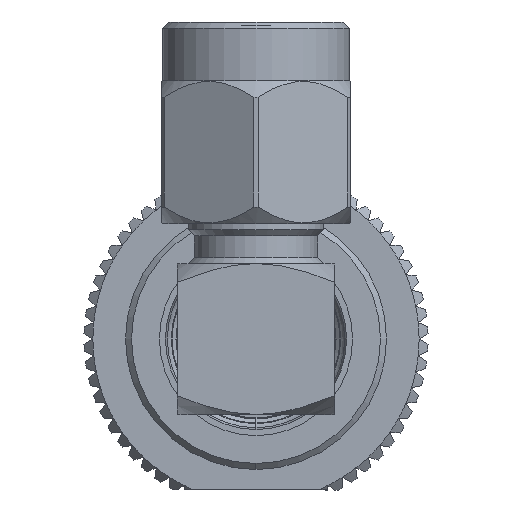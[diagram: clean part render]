
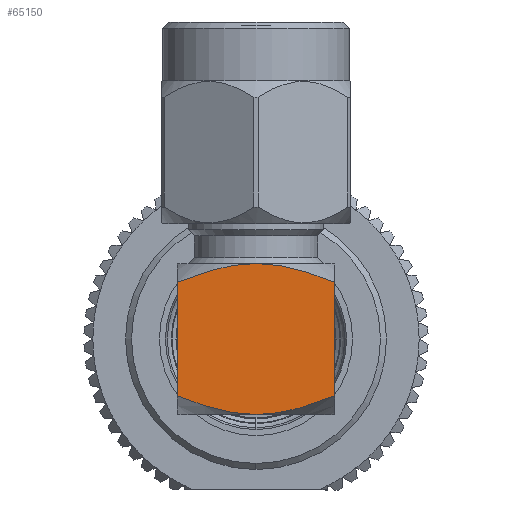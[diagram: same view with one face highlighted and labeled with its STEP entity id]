
A CAD part, left-side view. The second image highlights one B-rep face of the part: STEP entity #65150.
In plain terms, the highlighted planar face has unit normal (-1, 0, 0).
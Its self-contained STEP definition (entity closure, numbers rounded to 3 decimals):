
#23 = CARTESIAN_POINT ( 'NONE',  ( -3.302, -3.175, 3.302 ) ) ;
#1571 = CARTESIAN_POINT ( 'NONE',  ( -3.302, -3.013, -1.413 ) ) ;
#2597 = CARTESIAN_POINT ( 'NONE',  ( -3.302, 3.175, -0.284 ) ) ;
#2778 = EDGE_CURVE ( 'NONE', #123514, #3714, #104927, .T. ) ;
#3714 = VERTEX_POINT ( 'NONE', #30328 ) ;
#12138 = LINE ( 'NONE', #149119, #146281 ) ;
#12901 = CARTESIAN_POINT ( 'NONE',  ( -3.302, -3.072, -1.135 ) ) ;
#19638 = CARTESIAN_POINT ( 'NONE',  ( -3.302, 3.175, 0. ) ) ;
#20478 = DIRECTION ( 'NONE',  ( 1., 0., 0. ) ) ;
#22566 = CARTESIAN_POINT ( 'NONE',  ( -3.302, -3.175, 0. ) ) ;
#22594 = CARTESIAN_POINT ( 'NONE',  ( -3.302, 3.175, 0.573 ) ) ;
#24154 = EDGE_CURVE ( 'NONE', #71691, #132637, #25177, .T. ) ;
#24249 = CARTESIAN_POINT ( 'NONE',  ( -3.302, -3.153, -0.572 ) ) ;
#25177 = B_SPLINE_CURVE_WITH_KNOTS ( 'NONE', 3,
 ( #38576, #36367, #24249, #12901, #1571, #93936, #70459, #118101 ),
 .UNSPECIFIED., .F., .F.,
 ( 4, 2, 2, 4 ),
 ( 0.012, 0.013, 0.014, 0.015 ),
 .UNSPECIFIED. ) ;
#25640 = EDGE_CURVE ( 'NONE', #3714, #101752, #12138, .T. ) ;
#26023 = CARTESIAN_POINT ( 'NONE',  ( -3.302, 3.013, -1.413 ) ) ;
#26088 = ORIENTED_EDGE ( 'NONE', *, *, #2778, .F. ) ;
#30328 = CARTESIAN_POINT ( 'NONE',  ( -3.302, 2.385, 3.302 ) ) ;
#32009 = EDGE_LOOP ( 'NONE', ( #40006, #103039, #26088, #51734, #106549, #57363 ) ) ;
#32548 = CARTESIAN_POINT ( 'NONE',  ( -3.302, -3.175, 0. ) ) ;
#34046 = CARTESIAN_POINT ( 'NONE',  ( -3.302, -2.798, 2.232 ) ) ;
#36367 = CARTESIAN_POINT ( 'NONE',  ( -3.302, -3.175, -0.284 ) ) ;
#38576 = CARTESIAN_POINT ( 'NONE',  ( -3.302, -3.175, 0. ) ) ;
#40006 = ORIENTED_EDGE ( 'NONE', *, *, #44489, .F. ) ;
#43934 = CARTESIAN_POINT ( 'NONE',  ( -3.302, -2.601, 2.774 ) ) ;
#44489 = EDGE_CURVE ( 'NONE', #101752, #71691, #112590, .T. ) ;
#45466 = DIRECTION ( 'NONE',  ( 0., -1., 0. ) ) ;
#48768 = CARTESIAN_POINT ( 'NONE',  ( -3.302, 3.175, 0. ) ) ;
#51734 = ORIENTED_EDGE ( 'NONE', *, *, #133278, .F. ) ;
#55336 = CARTESIAN_POINT ( 'NONE',  ( -3.302, -2.385, 3.302 ) ) ;
#57363 = ORIENTED_EDGE ( 'NONE', *, *, #24154, .F. ) ;
#60115 = CARTESIAN_POINT ( 'NONE',  ( -3.302, 2.601, -2.775 ) ) ;
#61793 = B_SPLINE_CURVE_WITH_KNOTS ( 'NONE', 3,
 ( #117644, #60115, #129750, #26023, #106340, #115422, #2597, #48768 ),
 .UNSPECIFIED., .F., .F.,
 ( 4, 2, 2, 4 ),
 ( 0.004, 0.005, 0.006, 0.007 ),
 .UNSPECIFIED. ) ;
#65150 = ADVANCED_FACE ( 'NONE', ( #145366 ), #124210, .F. ) ;
#66335 = CARTESIAN_POINT ( 'NONE',  ( -3.302, -2.385, 3.302 ) ) ;
#67099 = DIRECTION ( 'NONE',  ( 0., -1., 0. ) ) ;
#67412 = CARTESIAN_POINT ( 'NONE',  ( -3.302, -3.086, 1.131 ) ) ;
#70459 = CARTESIAN_POINT ( 'NONE',  ( -3.302, -2.601, -2.775 ) ) ;
#71691 = VERTEX_POINT ( 'NONE', #22566 ) ;
#91312 = CARTESIAN_POINT ( 'NONE',  ( -3.302, -3.175, -3.302 ) ) ;
#93045 = CARTESIAN_POINT ( 'NONE',  ( -3.302, 3.086, 1.131 ) ) ;
#93936 = CARTESIAN_POINT ( 'NONE',  ( -3.302, -2.796, -2.236 ) ) ;
#101752 = VERTEX_POINT ( 'NONE', #66335 ) ;
#102165 = CARTESIAN_POINT ( 'NONE',  ( -3.302, 2.385, 3.302 ) ) ;
#102643 = AXIS2_PLACEMENT_3D ( 'NONE', #23, #20478, #114333 ) ;
#103039 = ORIENTED_EDGE ( 'NONE', *, *, #25640, .F. ) ;
#104927 = B_SPLINE_CURVE_WITH_KNOTS ( 'NONE', 3,
 ( #19638, #22594, #93045, #127091, #124847, #102165 ),
 .UNSPECIFIED., .F., .F.,
 ( 4, 2, 4 ),
 ( 0.007, 0.009, 0.011 ),
 .UNSPECIFIED. ) ;
#106340 = CARTESIAN_POINT ( 'NONE',  ( -3.302, 3.072, -1.135 ) ) ;
#106549 = ORIENTED_EDGE ( 'NONE', *, *, #117845, .T. ) ;
#112590 = B_SPLINE_CURVE_WITH_KNOTS ( 'NONE', 3,
 ( #55336, #43934, #34046, #67412, #149084, #32548 ),
 .UNSPECIFIED., .F., .F.,
 ( 4, 2, 4 ),
 ( 0.009, 0.01, 0.012 ),
 .UNSPECIFIED. ) ;
#114333 = DIRECTION ( 'NONE',  ( 0., 0., -1. ) ) ;
#115422 = CARTESIAN_POINT ( 'NONE',  ( -3.302, 3.153, -0.572 ) ) ;
#117644 = CARTESIAN_POINT ( 'NONE',  ( -3.302, 2.385, -3.302 ) ) ;
#117845 = EDGE_CURVE ( 'NONE', #131602, #132637, #136662, .T. ) ;
#118101 = CARTESIAN_POINT ( 'NONE',  ( -3.302, -2.385, -3.302 ) ) ;
#119032 = VECTOR ( 'NONE', #67099, 1000. ) ;
#123514 = VERTEX_POINT ( 'NONE', #141226 ) ;
#124210 = PLANE ( 'NONE',  #102643 ) ;
#124847 = CARTESIAN_POINT ( 'NONE',  ( -3.302, 2.601, 2.774 ) ) ;
#127091 = CARTESIAN_POINT ( 'NONE',  ( -3.302, 2.798, 2.232 ) ) ;
#128133 = CARTESIAN_POINT ( 'NONE',  ( -3.302, 2.385, -3.302 ) ) ;
#129750 = CARTESIAN_POINT ( 'NONE',  ( -3.302, 2.796, -2.236 ) ) ;
#131602 = VERTEX_POINT ( 'NONE', #128133 ) ;
#132637 = VERTEX_POINT ( 'NONE', #146818 ) ;
#133278 = EDGE_CURVE ( 'NONE', #131602, #123514, #61793, .T. ) ;
#136662 = LINE ( 'NONE', #91312, #119032 ) ;
#141226 = CARTESIAN_POINT ( 'NONE',  ( -3.302, 3.175, 0. ) ) ;
#145366 = FACE_OUTER_BOUND ( 'NONE', #32009, .T. ) ;
#146281 = VECTOR ( 'NONE', #45466, 1000. ) ;
#146818 = CARTESIAN_POINT ( 'NONE',  ( -3.302, -2.385, -3.302 ) ) ;
#149084 = CARTESIAN_POINT ( 'NONE',  ( -3.302, -3.175, 0.573 ) ) ;
#149119 = CARTESIAN_POINT ( 'NONE',  ( -3.302, -3.175, 3.302 ) ) ;
